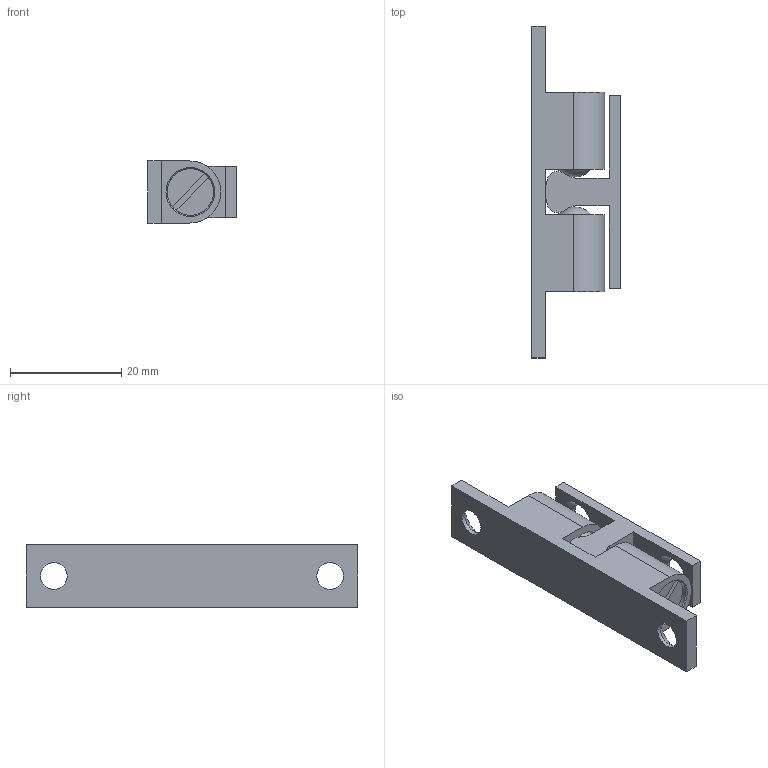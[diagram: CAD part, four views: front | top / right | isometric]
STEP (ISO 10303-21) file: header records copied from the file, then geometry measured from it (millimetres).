
FILE_DESCRIPTION (( 'STEP AP214' ), '1' );
FILE_NAME ('0930463.STEP', '2013-09-10T08:13:47', ( '' ), ( '' ), 'SwSTEP 2.0', 'SolidWorks 2012', '' );
FILE_SCHEMA (( 'AUTOMOTIVE_DESIGN' ));
Length unit declared in the file: millimetre
Products named in the file (4): 0930461-k_kugel 8; 0930461-g_093 0463 - DIRAK; 0930461-s_093 0463 - DIRAK; 0930463
Assembly tree (4 placements, depth 2):
  0930463
    0930461-s_093 0463 - DIRAK
    0930461-g_093 0463 - DIRAK
    0930461-k_kugel 8  x2
Bounding box: 16 x 59.8 x 11.2 mm (x, y, z)
Volume: 5509.8 mm3; surface area: 4430.6 mm2
Topology: 4 solids, 4 shells, 76 faces, 202 edges, 134 vertices
Faces by surface type: plane 35, cylinder 25, cone 12, sphere 4
Entity records: 2456 total; most frequent: DIRECTION 432, CARTESIAN_POINT 397, ORIENTED_EDGE 380, EDGE_CURVE 190, AXIS2_PLACEMENT_3D 161, VERTEX_POINT 126, LINE 110, VECTOR 110
